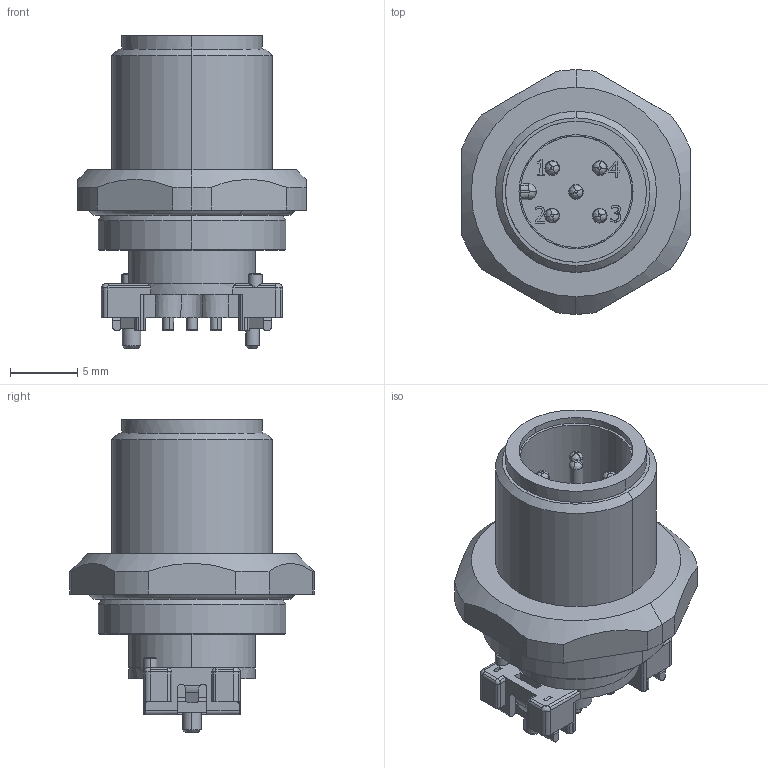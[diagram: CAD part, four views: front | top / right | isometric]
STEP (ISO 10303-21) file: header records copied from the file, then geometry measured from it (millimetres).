
FILE_DESCRIPTION(('CATIA V5R24 STEP','CAx-IF Rec.Pracs.--- Model Styling and Organization---1.2---2011-12-15'),'2;1');
FILE_NAME ('D1461871_0_2423230000_2423230000.stp','2017-08-29T12:14:03+00:00',('none'),('Weidmueller'),'CATIA Version 5-6 Release 2014 SP4 HF52','CATIA V5 STEP AP214','none');
FILE_SCHEMA(('AUTOMOTIVE_DESIGN { 1 0 10303 214 1 1 1 1 }'));
Length unit declared in the file: millimetre
Products named in the file (1): 2423230000
Bounding box: 17 x 18.2 x 23.3 mm (x, y, z)
Volume: 2160.3 mm3; surface area: 3290.3 mm2
Topology: 4 solids, 4 shells, 516 faces, 1425 edges, 944 vertices
Faces by surface type: plane 192, cylinder 189, bspline 75, cone 38, torus 18, sphere 4
Entity records: 18237 total; most frequent: CARTESIAN_POINT 6245, ORIENTED_EDGE 2842, DIRECTION 1847, EDGE_CURVE 1421, VERTEX_POINT 944, AXIS2_PLACEMENT_3D 802, VECTOR 629, LINE 629
